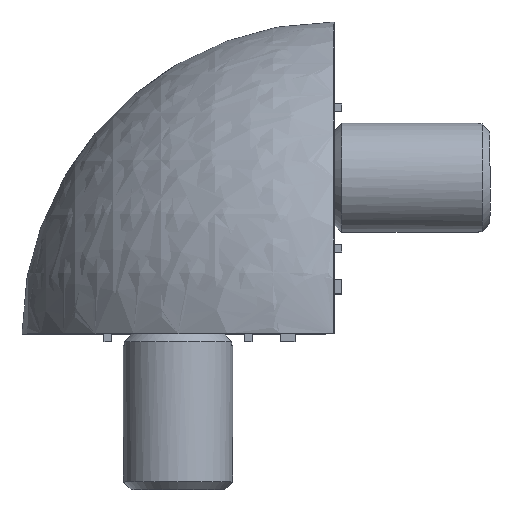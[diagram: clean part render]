
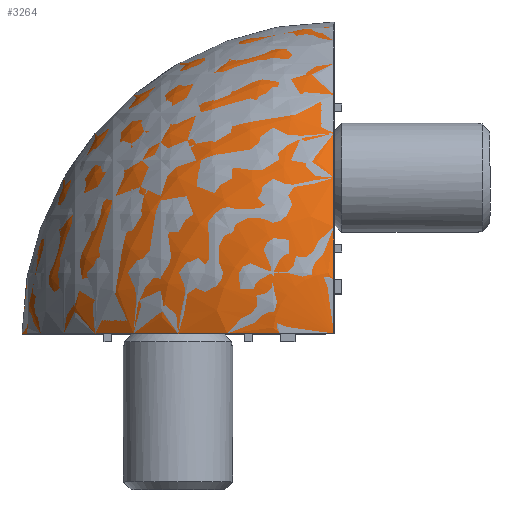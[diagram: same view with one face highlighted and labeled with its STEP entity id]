
A CAD part, top view. The second image highlights one B-rep face of the part: STEP entity #3264.
In plain terms, the highlighted spherical face has radius 40 mm.
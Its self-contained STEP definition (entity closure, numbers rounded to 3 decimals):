
#160 = EDGE_CURVE ( 'NONE', #3513, #1638, #1878, .T. ) ;
#204 = CIRCLE ( 'NONE', #3660, 40. ) ;
#293 = CARTESIAN_POINT ( 'NONE',  ( 19., -19., -19. ) ) ;
#314 = CARTESIAN_POINT ( 'NONE',  ( 19., 21., -19. ) ) ;
#318 = EDGE_LOOP ( 'NONE', ( #2256, #5538, #3420 ) ) ;
#391 = CIRCLE ( 'NONE', #726, 40. ) ;
#491 = CARTESIAN_POINT ( 'NONE',  ( 19., -19., -19. ) ) ;
#703 = DIRECTION ( 'NONE',  ( 0., 1., 0. ) ) ;
#726 = AXIS2_PLACEMENT_3D ( 'NONE', #2374, #1504, #4687 ) ;
#891 = EDGE_CURVE ( 'NONE', #1638, #3427, #391, .T. ) ;
#1504 = DIRECTION ( 'NONE',  ( -1., 0., 0. ) ) ;
#1638 = VERTEX_POINT ( 'NONE', #3890 ) ;
#1878 = CIRCLE ( 'NONE', #3904, 40. ) ;
#2051 = CARTESIAN_POINT ( 'NONE',  ( 19., -19., -19. ) ) ;
#2256 = ORIENTED_EDGE ( 'NONE', *, *, #891, .T. ) ;
#2276 = DIRECTION ( 'NONE',  ( 0., -1., 0. ) ) ;
#2374 = CARTESIAN_POINT ( 'NONE',  ( 19., -19., -19. ) ) ;
#2812 = SPHERICAL_SURFACE ( 'NONE', #5766, 40. ) ;
#3264 = ADVANCED_FACE ( 'NONE', ( #5866 ), #2812, .T. ) ;
#3420 = ORIENTED_EDGE ( 'NONE', *, *, #160, .T. ) ;
#3427 = VERTEX_POINT ( 'NONE', #314 ) ;
#3513 = VERTEX_POINT ( 'NONE', #4224 ) ;
#3660 = AXIS2_PLACEMENT_3D ( 'NONE', #491, #4562, #2276 ) ;
#3890 = CARTESIAN_POINT ( 'NONE',  ( 19., -19., 21. ) ) ;
#3904 = AXIS2_PLACEMENT_3D ( 'NONE', #2051, #703, #4765 ) ;
#4224 = CARTESIAN_POINT ( 'NONE',  ( -21., -19., -19. ) ) ;
#4361 = DIRECTION ( 'NONE',  ( -1., 0., 0. ) ) ;
#4562 = DIRECTION ( 'NONE',  ( 0., 0., -1. ) ) ;
#4687 = DIRECTION ( 'NONE',  ( 0., -1., 0. ) ) ;
#4765 = DIRECTION ( 'NONE',  ( 0., 0., -1. ) ) ;
#5245 = EDGE_CURVE ( 'NONE', #3513, #3427, #204, .T. ) ;
#5273 = DIRECTION ( 'NONE',  ( 0., 0., 1. ) ) ;
#5538 = ORIENTED_EDGE ( 'NONE', *, *, #5245, .F. ) ;
#5766 = AXIS2_PLACEMENT_3D ( 'NONE', #293, #5273, #4361 ) ;
#5866 = FACE_OUTER_BOUND ( 'NONE', #318, .T. ) ;
